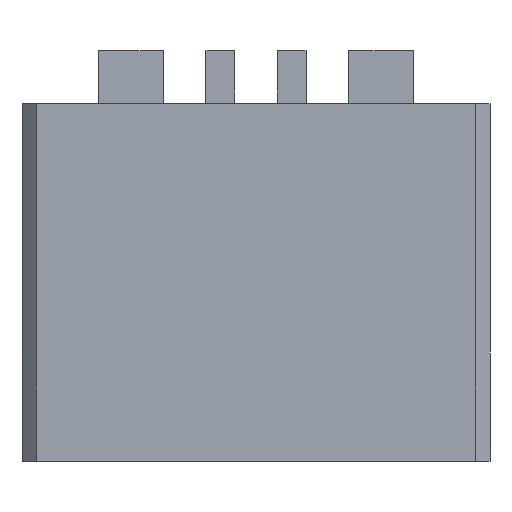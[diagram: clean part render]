
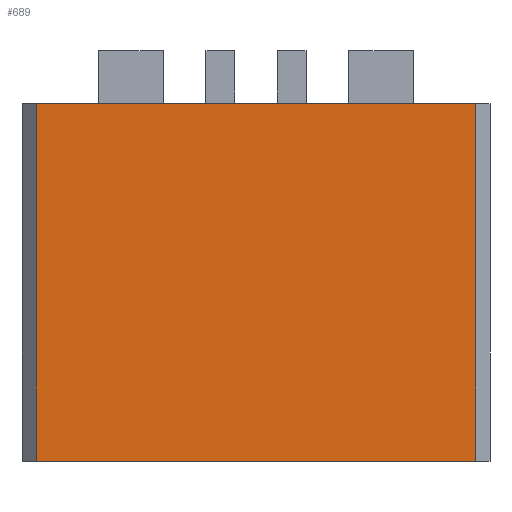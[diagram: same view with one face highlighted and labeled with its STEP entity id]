
A CAD part, top view. The second image highlights one B-rep face of the part: STEP entity #689.
In plain terms, the highlighted planar face has unit normal (0, 0, 1).
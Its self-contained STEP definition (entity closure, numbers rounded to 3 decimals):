
#403 = VERTEX_POINT('',#404);
#404 = CARTESIAN_POINT('',(-6.15,0.,6.3));
#410 = EDGE_CURVE('',#411,#403,#413,.T.);
#411 = VERTEX_POINT('',#412);
#412 = CARTESIAN_POINT('',(6.15,0.,6.3));
#413 = LINE('',#414,#415);
#414 = CARTESIAN_POINT('',(-6.55,0.,6.3));
#415 = VECTOR('',#416,1.);
#416 = DIRECTION('',(-1.,0.,0.));
#434 = EDGE_CURVE('',#411,#435,#437,.T.);
#435 = VERTEX_POINT('',#436);
#436 = CARTESIAN_POINT('',(6.15,-10.,6.3));
#437 = LINE('',#438,#439);
#438 = CARTESIAN_POINT('',(6.15,-7.5,6.3));
#439 = VECTOR('',#440,1.);
#440 = DIRECTION('',(0.,-1.,0.));
#467 = EDGE_CURVE('',#468,#435,#470,.T.);
#468 = VERTEX_POINT('',#469);
#469 = CARTESIAN_POINT('',(-6.15,-10.,6.3));
#470 = LINE('',#471,#472);
#471 = CARTESIAN_POINT('',(6.55,-10.,6.3));
#472 = VECTOR('',#473,1.);
#473 = DIRECTION('',(1.,0.,0.));
#689 = ADVANCED_FACE('',(#690),#701,.T.);
#690 = FACE_BOUND('',#691,.T.);
#691 = EDGE_LOOP('',(#692,#698,#699,#700));
#692 = ORIENTED_EDGE('',*,*,#693,.F.);
#693 = EDGE_CURVE('',#468,#403,#694,.T.);
#694 = LINE('',#695,#696);
#695 = CARTESIAN_POINT('',(-6.15,-2.5,6.3));
#696 = VECTOR('',#697,1.);
#697 = DIRECTION('',(0.,1.,0.));
#698 = ORIENTED_EDGE('',*,*,#467,.T.);
#699 = ORIENTED_EDGE('',*,*,#434,.F.);
#700 = ORIENTED_EDGE('',*,*,#410,.T.);
#701 = PLANE('',#702);
#702 = AXIS2_PLACEMENT_3D('',#703,#704,#705);
#703 = CARTESIAN_POINT('',(0.,-5.,6.3));
#704 = DIRECTION('',(0.,0.,1.));
#705 = DIRECTION('',(1.,0.,0.));
